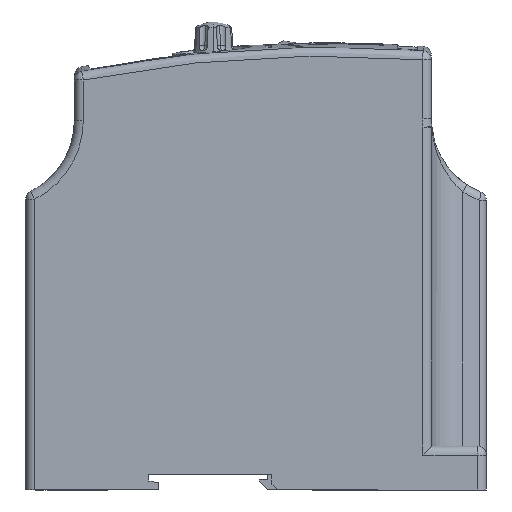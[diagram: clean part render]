
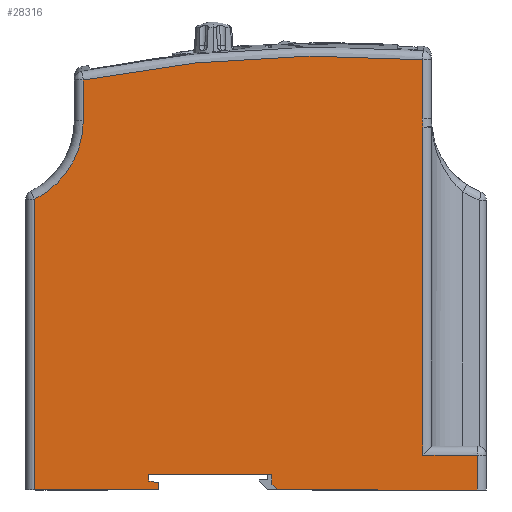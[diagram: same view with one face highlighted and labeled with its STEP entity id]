
A CAD part, left-side view. The second image highlights one B-rep face of the part: STEP entity #28316.
In plain terms, the highlighted planar face has unit normal (-1, 0, 0).
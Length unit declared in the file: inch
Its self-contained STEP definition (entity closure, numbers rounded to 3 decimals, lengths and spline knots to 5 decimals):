
#207 = CARTESIAN_POINT ( 'NONE',  ( -1.34, -2.6, -2.625 ) ) ;
#295 = ORIENTED_EDGE ( 'NONE', *, *, #41296, .T. ) ;
#331 = DIRECTION ( 'NONE',  ( 0., 0., 1. ) ) ;
#816 = FACE_OUTER_BOUND ( 'NONE', #19761, .T. ) ;
#1855 = VERTEX_POINT ( 'NONE', #18427 ) ;
#1881 = DIRECTION ( 'NONE',  ( 0., 0., -1. ) ) ;
#2299 = CARTESIAN_POINT ( 'NONE',  ( -1.34, -1.88, 2.23409 ) ) ;
#2463 = CARTESIAN_POINT ( 'NONE',  ( -1.34, -1.23958, 2.28327 ) ) ;
#2642 = DIRECTION ( 'NONE',  ( 0., -1., 0. ) ) ;
#2739 = EDGE_CURVE ( 'NONE', #33485, #6976, #17546, .T. ) ;
#3362 = VERTEX_POINT ( 'NONE', #29270 ) ;
#3676 = DIRECTION ( 'NONE',  ( 0., 0., -1. ) ) ;
#3870 = CARTESIAN_POINT ( 'NONE',  ( -1.34, -1.88456, -2.23 ) ) ;
#4231 = VECTOR ( 'NONE', #22565, 39.37008 ) ;
#4597 = VERTEX_POINT ( 'NONE', #16817 ) ;
#4724 = DIRECTION ( 'NONE',  ( 0., 0., 1. ) ) ;
#5270 = VERTEX_POINT ( 'NONE', #31034 ) ;
#5420 = ORIENTED_EDGE ( 'NONE', *, *, #35153, .T. ) ;
#6045 = CARTESIAN_POINT ( 'NONE',  ( -1.34, -2.48911, -3.21685 ) ) ;
#6202 = VERTEX_POINT ( 'NONE', #2299 ) ;
#6976 = VERTEX_POINT ( 'NONE', #44291 ) ;
#7120 = EDGE_CURVE ( 'NONE', #34876, #4597, #26988, .T. ) ;
#7141 = VECTOR ( 'NONE', #331, 39.37008 ) ;
#7182 = VECTOR ( 'NONE', #44043, 39.37008 ) ;
#7267 = VECTOR ( 'NONE', #40911, 39.37008 ) ;
#7571 = EDGE_CURVE ( 'NONE', #5270, #33630, #23671, .T. ) ;
#8409 = CARTESIAN_POINT ( 'NONE',  ( -1.34, -1.88456, 1.12931 ) ) ;
#8447 = EDGE_CURVE ( 'NONE', #27391, #26241, #43410, .T. ) ;
#8809 = AXIS2_PLACEMENT_3D ( 'NONE', #43036, #22542, #1881 ) ;
#8993 = ORIENTED_EDGE ( 'NONE', *, *, #7120, .T. ) ;
#9058 = DIRECTION ( 'NONE',  ( 0., 0.983, 0.184 ) ) ;
#9400 = CARTESIAN_POINT ( 'NONE',  ( -1.34, 0.6843, 2.21189 ) ) ;
#9438 = VECTOR ( 'NONE', #37398, 39.37008 ) ;
#9671 = VERTEX_POINT ( 'NONE', #34822 ) ;
#9803 = ORIENTED_EDGE ( 'NONE', *, *, #2739, .F. ) ;
#9887 = LINE ( 'NONE', #6045, #36221 ) ;
#9928 = CARTESIAN_POINT ( 'NONE',  ( -1.34, 1.95, -2.625 ) ) ;
#9950 = EDGE_CURVE ( 'NONE', #3362, #34876, #38855, .T. ) ;
#10767 = EDGE_CURVE ( 'NONE', #42966, #19347, #35466, .T. ) ;
#11008 = CARTESIAN_POINT ( 'NONE',  ( -1.34, 1.09724, -2.625 ) ) ;
#11861 = CARTESIAN_POINT ( 'NONE',  ( -1.34, 2.5, 0.65815 ) ) ;
#11915 = DIRECTION ( 'NONE',  ( 0., 0., 1. ) ) ;
#12764 = VERTEX_POINT ( 'NONE', #36037 ) ;
#12905 = CARTESIAN_POINT ( 'NONE',  ( -1.34, 1.95, 2.00482 ) ) ;
#13505 = CARTESIAN_POINT ( 'NONE',  ( -1.34, 2.6, -2.625 ) ) ;
#13944 = EDGE_CURVE ( 'NONE', #33630, #1855, #35846, .T. ) ;
#14381 = CARTESIAN_POINT ( 'NONE',  ( -1.34, 1.21, -2.52377 ) ) ;
#14957 = CARTESIAN_POINT ( 'NONE',  ( -1.34, 1.09724, -2.625 ) ) ;
#15123 = ORIENTED_EDGE ( 'NONE', *, *, #30121, .T. ) ;
#15144 = EDGE_CURVE ( 'NONE', #33485, #3362, #43681, .T. ) ;
#15358 = CARTESIAN_POINT ( 'NONE',  ( -1.34, -0.18, -2.45 ) ) ;
#15606 = DIRECTION ( 'NONE',  ( 0., 1., 0. ) ) ;
#16817 = CARTESIAN_POINT ( 'NONE',  ( -1.34, -1.88456, 1.47013 ) ) ;
#17368 = EDGE_CURVE ( 'NONE', #35783, #5270, #36834, .T. ) ;
#17407 = LINE ( 'NONE', #11008, #25478 ) ;
#17546 = LINE ( 'NONE', #13505, #7267 ) ;
#17943 = DIRECTION ( 'NONE',  ( 0., 0., 1. ) ) ;
#18279 = CARTESIAN_POINT ( 'NONE',  ( -1.34, 1.21, -2.625 ) ) ;
#18305 = CARTESIAN_POINT ( 'NONE',  ( -1.34, -2.5, -2.625 ) ) ;
#18427 = CARTESIAN_POINT ( 'NONE',  ( -1.34, 2.5, -2.625 ) ) ;
#19149 = CARTESIAN_POINT ( 'NONE',  ( -1.34, -1.58278, -3.78851 ) ) ;
#19197 = CARTESIAN_POINT ( 'NONE',  ( -1.34, -2.87, 1.565 ) ) ;
#19347 = VERTEX_POINT ( 'NONE', #33567 ) ;
#19506 = ORIENTED_EDGE ( 'NONE', *, *, #8447, .T. ) ;
#19761 = EDGE_LOOP ( 'NONE', ( #42176, #5420, #9803, #33375, #29748, #8993, #295, #44376, #43102, #23746, #38130, #20308, #36540, #42706, #15123, #19506, #33875 ) ) ;
#20308 = ORIENTED_EDGE ( 'NONE', *, *, #13944, .T. ) ;
#21761 = EDGE_CURVE ( 'NONE', #39192, #1855, #43719, .T. ) ;
#22304 = LINE ( 'NONE', #19149, #39434 ) ;
#22542 = DIRECTION ( 'NONE',  ( 1., 0., 0. ) ) ;
#22565 = DIRECTION ( 'NONE',  ( 0., 0., 1. ) ) ;
#22610 = DIRECTION ( 'NONE',  ( 0., -0.753, -0.658 ) ) ;
#22670 = DIRECTION ( 'NONE',  ( 0., 0., -1. ) ) ;
#23671 = CIRCLE ( 'NONE', #8809, 0.99 ) ;
#23746 = ORIENTED_EDGE ( 'NONE', *, *, #17368, .T. ) ;
#23805 = EDGE_CURVE ( 'NONE', #39192, #12764, #17407, .T. ) ;
#24312 = DIRECTION ( 'NONE',  ( 1., 0., 0. ) ) ;
#24705 = CIRCLE ( 'NONE', #38783, 0.99 ) ;
#25211 = VECTOR ( 'NONE', #4724, 39.37008 ) ;
#25478 = VECTOR ( 'NONE', #17943, 39.37008 ) ;
#26241 = VERTEX_POINT ( 'NONE', #27257 ) ;
#26404 = VECTOR ( 'NONE', #39971, 39.37008 ) ;
#26771 = VECTOR ( 'NONE', #27124, 39.37008 ) ;
#26988 = LINE ( 'NONE', #8409, #34985 ) ;
#27120 = EDGE_CURVE ( 'NONE', #6202, #35783, #36697, .T. ) ;
#27124 = DIRECTION ( 'NONE',  ( 0., 0., -1. ) ) ;
#27257 = CARTESIAN_POINT ( 'NONE',  ( -1.34, 1.21, -2.45 ) ) ;
#27391 = VERTEX_POINT ( 'NONE', #14381 ) ;
#27896 = VECTOR ( 'NONE', #2642, 39.37008 ) ;
#28316 = ADVANCED_FACE ( 'NONE', ( #816 ), #41055, .F. ) ;
#29270 = CARTESIAN_POINT ( 'NONE',  ( -1.34, -2.5, -2.23 ) ) ;
#29311 = CARTESIAN_POINT ( 'NONE',  ( -1.34, -1.98102, -2.23 ) ) ;
#29326 = AXIS2_PLACEMENT_3D ( 'NONE', #207, #24312, #3676 ) ;
#29748 = ORIENTED_EDGE ( 'NONE', *, *, #9950, .T. ) ;
#29767 = VECTOR ( 'NONE', #15606, 39.37008 ) ;
#30015 = CARTESIAN_POINT ( 'NONE',  ( -1.34, -0.59864, 2.28869 ) ) ;
#30121 = EDGE_CURVE ( 'NONE', #12764, #27391, #9887, .T. ) ;
#30559 = LINE ( 'NONE', #43061, #4231 ) ;
#31034 = CARTESIAN_POINT ( 'NONE',  ( -1.34, 1.95, 1.545 ) ) ;
#33080 = CARTESIAN_POINT ( 'NONE',  ( -1.34, -0.18, -2.625 ) ) ;
#33375 = ORIENTED_EDGE ( 'NONE', *, *, #15144, .T. ) ;
#33424 = CARTESIAN_POINT ( 'NONE',  ( -1.34, 1.32002, 2.13005 ) ) ;
#33485 = VERTEX_POINT ( 'NONE', #18305 ) ;
#33567 = CARTESIAN_POINT ( 'NONE',  ( -1.34, -0.18, -2.5621 ) ) ;
#33630 = VERTEX_POINT ( 'NONE', #11861 ) ;
#33875 = ORIENTED_EDGE ( 'NONE', *, *, #36988, .T. ) ;
#33959 = CARTESIAN_POINT ( 'NONE',  ( -1.34, 2.5, -2.625 ) ) ;
#34621 = CARTESIAN_POINT ( 'NONE',  ( -1.34, -2.5, -2.625 ) ) ;
#34822 = CARTESIAN_POINT ( 'NONE',  ( -1.34, -1.88, 1.565 ) ) ;
#34876 = VERTEX_POINT ( 'NONE', #3870 ) ;
#34985 = VECTOR ( 'NONE', #11915, 39.37008 ) ;
#35153 = EDGE_CURVE ( 'NONE', #19347, #6976, #22304, .T. ) ;
#35466 = LINE ( 'NONE', #33080, #26404 ) ;
#35783 = VERTEX_POINT ( 'NONE', #37639 ) ;
#35846 = LINE ( 'NONE', #33959, #26771 ) ;
#36037 = CARTESIAN_POINT ( 'NONE',  ( -1.34, 1.09724, -2.5449 ) ) ;
#36221 = VECTOR ( 'NONE', #9058, 39.37008 ) ;
#36540 = ORIENTED_EDGE ( 'NONE', *, *, #21761, .F. ) ;
#36697 = B_SPLINE_CURVE_WITH_KNOTS ( 'NONE', 3,
 ( #43184, #2463, #30015, #9400, #33424, #12905 ),
 .UNSPECIFIED., .F., .F.,
 ( 4, 2, 4 ),
 ( 0.00254, 0.05138, 0.10022 ),
 .UNSPECIFIED. ) ;
#36784 = EDGE_CURVE ( 'NONE', #9671, #6202, #30559, .T. ) ;
#36834 = LINE ( 'NONE', #9928, #9438 ) ;
#36951 = LINE ( 'NONE', #43795, #27896 ) ;
#36988 = EDGE_CURVE ( 'NONE', #26241, #42966, #36951, .T. ) ;
#37398 = DIRECTION ( 'NONE',  ( 0., 0., -1. ) ) ;
#37639 = CARTESIAN_POINT ( 'NONE',  ( -1.34, 1.95, 2.00482 ) ) ;
#38130 = ORIENTED_EDGE ( 'NONE', *, *, #7571, .T. ) ;
#38783 = AXIS2_PLACEMENT_3D ( 'NONE', #19197, #43162, #22670 ) ;
#38855 = LINE ( 'NONE', #29311, #29767 ) ;
#39192 = VERTEX_POINT ( 'NONE', #14957 ) ;
#39434 = VECTOR ( 'NONE', #22610, 39.37008 ) ;
#39971 = DIRECTION ( 'NONE',  ( 0., 0., -1. ) ) ;
#40586 = CARTESIAN_POINT ( 'NONE',  ( -1.34, 2.6, -2.625 ) ) ;
#40911 = DIRECTION ( 'NONE',  ( 0., 1., 0. ) ) ;
#41055 = PLANE ( 'NONE',  #29326 ) ;
#41296 = EDGE_CURVE ( 'NONE', #4597, #9671, #24705, .T. ) ;
#42176 = ORIENTED_EDGE ( 'NONE', *, *, #10767, .T. ) ;
#42706 = ORIENTED_EDGE ( 'NONE', *, *, #23805, .T. ) ;
#42966 = VERTEX_POINT ( 'NONE', #15358 ) ;
#43036 = CARTESIAN_POINT ( 'NONE',  ( -1.34, 2.94, 1.545 ) ) ;
#43061 = CARTESIAN_POINT ( 'NONE',  ( -1.34, -1.88, -2.625 ) ) ;
#43102 = ORIENTED_EDGE ( 'NONE', *, *, #27120, .T. ) ;
#43162 = DIRECTION ( 'NONE',  ( 1., 0., 0. ) ) ;
#43184 = CARTESIAN_POINT ( 'NONE',  ( -1.34, -1.88, 2.23409 ) ) ;
#43410 = LINE ( 'NONE', #18279, #25211 ) ;
#43681 = LINE ( 'NONE', #34621, #7141 ) ;
#43719 = LINE ( 'NONE', #40586, #7182 ) ;
#43795 = CARTESIAN_POINT ( 'NONE',  ( -1.34, -2.6, -2.45 ) ) ;
#44043 = DIRECTION ( 'NONE',  ( 0., 1., 0. ) ) ;
#44291 = CARTESIAN_POINT ( 'NONE',  ( -1.34, -0.25195, -2.625 ) ) ;
#44376 = ORIENTED_EDGE ( 'NONE', *, *, #36784, .T. ) ;
